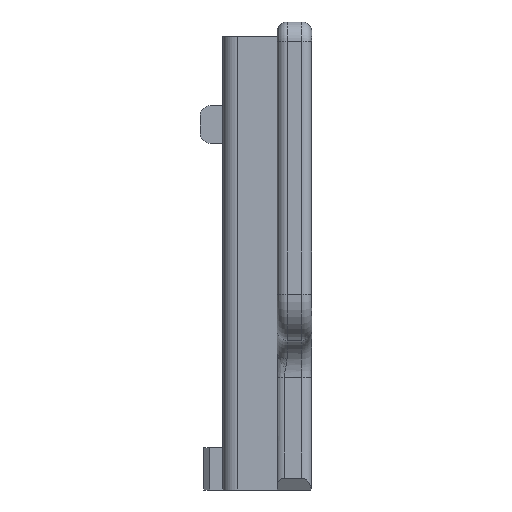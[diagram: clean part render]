
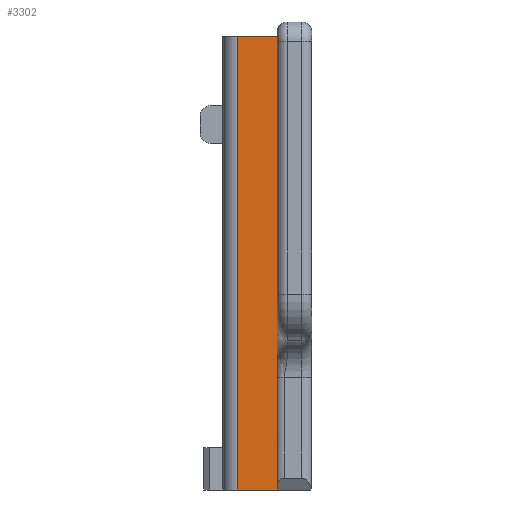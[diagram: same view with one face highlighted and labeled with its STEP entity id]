
A CAD part, left-side view. The second image highlights one B-rep face of the part: STEP entity #3302.
In plain terms, the highlighted planar face has unit normal (-1, 0, 0).
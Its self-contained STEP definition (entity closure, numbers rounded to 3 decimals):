
#99 = LINE ( 'NONE', #603, #4765 ) ;
#128 = CARTESIAN_POINT ( 'NONE',  ( -9.672, 3.5, -25.282 ) ) ;
#203 = LINE ( 'NONE', #1283, #3674 ) ;
#325 = VERTEX_POINT ( 'NONE', #875 ) ;
#338 = EDGE_CURVE ( 'NONE', #2192, #2153, #4103, .T. ) ;
#393 = ORIENTED_EDGE ( 'NONE', *, *, #5212, .F. ) ;
#476 = ORIENTED_EDGE ( 'NONE', *, *, #3624, .T. ) ;
#503 = ORIENTED_EDGE ( 'NONE', *, *, #612, .F. ) ;
#558 = VECTOR ( 'NONE', #3934, 1000. ) ;
#603 = CARTESIAN_POINT ( 'NONE',  ( -9.672, 0., -26. ) ) ;
#612 = EDGE_CURVE ( 'NONE', #325, #3483, #5126, .T. ) ;
#689 = ORIENTED_EDGE ( 'NONE', *, *, #4664, .T. ) ;
#694 = CARTESIAN_POINT ( 'NONE',  ( -9.672, 3.5, 3.731 ) ) ;
#741 = CARTESIAN_POINT ( 'NONE',  ( -9.672, 3.5, -12.144 ) ) ;
#875 = CARTESIAN_POINT ( 'NONE',  ( -9.672, 7.573, -26. ) ) ;
#1049 = ORIENTED_EDGE ( 'NONE', *, *, #4010, .F. ) ;
#1120 = DIRECTION ( 'NONE',  ( 0., 1., 0. ) ) ;
#1283 = CARTESIAN_POINT ( 'NONE',  ( -9.672, 0., 20. ) ) ;
#1312 = VECTOR ( 'NONE', #6819, 1000. ) ;
#1434 = LINE ( 'NONE', #1540, #7004 ) ;
#1540 = CARTESIAN_POINT ( 'NONE',  ( -9.672, 3.5, -39.211 ) ) ;
#1625 = ORIENTED_EDGE ( 'NONE', *, *, #1896, .T. ) ;
#1662 = CARTESIAN_POINT ( 'NONE',  ( -9.672, 0., -39.211 ) ) ;
#1823 = VERTEX_POINT ( 'NONE', #3589 ) ;
#1896 = EDGE_CURVE ( 'NONE', #3523, #6651, #1434, .T. ) ;
#1934 = DIRECTION ( 'NONE',  ( 0., 0., -1. ) ) ;
#1993 = ORIENTED_EDGE ( 'NONE', *, *, #2074, .T. ) ;
#2074 = EDGE_CURVE ( 'NONE', #5181, #2561, #2787, .T. ) ;
#2153 = VERTEX_POINT ( 'NONE', #6199 ) ;
#2192 = VERTEX_POINT ( 'NONE', #741 ) ;
#2343 = VECTOR ( 'NONE', #4716, 1000. ) ;
#2383 = CARTESIAN_POINT ( 'NONE',  ( -9.672, 7.573, 20. ) ) ;
#2417 = AXIS2_PLACEMENT_3D ( 'NONE', #1662, #4927, #1120 ) ;
#2561 = VERTEX_POINT ( 'NONE', #694 ) ;
#2584 = EDGE_LOOP ( 'NONE', ( #503, #689, #1625, #393, #3278, #3450, #1993, #1049, #476 ) ) ;
#2787 = LINE ( 'NONE', #5555, #5502 ) ;
#2901 = CARTESIAN_POINT ( 'NONE',  ( -9.672, 3.5, -26. ) ) ;
#3011 = LINE ( 'NONE', #3081, #6485 ) ;
#3065 = CARTESIAN_POINT ( 'NONE',  ( -9.672, 3.5, 0. ) ) ;
#3081 = CARTESIAN_POINT ( 'NONE',  ( -9.672, 3.5, 0. ) ) ;
#3278 = ORIENTED_EDGE ( 'NONE', *, *, #338, .F. ) ;
#3302 = ADVANCED_FACE ( 'NONE', ( #3891 ), #6547, .T. ) ;
#3315 = CARTESIAN_POINT ( 'NONE',  ( -9.672, 3.5, 0. ) ) ;
#3404 = DIRECTION ( 'NONE',  ( 0., -1., 0. ) ) ;
#3450 = ORIENTED_EDGE ( 'NONE', *, *, #4870, .F. ) ;
#3483 = VERTEX_POINT ( 'NONE', #2383 ) ;
#3498 = CARTESIAN_POINT ( 'NONE',  ( -9.672, 3.5, 1.269 ) ) ;
#3523 = VERTEX_POINT ( 'NONE', #2901 ) ;
#3589 = CARTESIAN_POINT ( 'NONE',  ( -9.672, 3.5, 20. ) ) ;
#3624 = EDGE_CURVE ( 'NONE', #1823, #3483, #203, .T. ) ;
#3674 = VECTOR ( 'NONE', #5205, 1000. ) ;
#3891 = FACE_OUTER_BOUND ( 'NONE', #2584, .T. ) ;
#3934 = DIRECTION ( 'NONE',  ( 0., 0., -1. ) ) ;
#4010 = EDGE_CURVE ( 'NONE', #1823, #2561, #4396, .T. ) ;
#4103 = LINE ( 'NONE', #3065, #2343 ) ;
#4125 = DIRECTION ( 'NONE',  ( 0., 0., -1. ) ) ;
#4396 = LINE ( 'NONE', #3315, #558 ) ;
#4664 = EDGE_CURVE ( 'NONE', #325, #3523, #99, .T. ) ;
#4716 = DIRECTION ( 'NONE',  ( 0., 0., -1. ) ) ;
#4765 = VECTOR ( 'NONE', #3404, 1000. ) ;
#4870 = EDGE_CURVE ( 'NONE', #5181, #2192, #3011, .T. ) ;
#4927 = DIRECTION ( 'NONE',  ( -1., 0., 0. ) ) ;
#5126 = LINE ( 'NONE', #6859, #1312 ) ;
#5181 = VERTEX_POINT ( 'NONE', #3498 ) ;
#5205 = DIRECTION ( 'NONE',  ( 0., 1., 0. ) ) ;
#5212 = EDGE_CURVE ( 'NONE', #2153, #6651, #6850, .T. ) ;
#5502 = VECTOR ( 'NONE', #5987, 1000. ) ;
#5555 = CARTESIAN_POINT ( 'NONE',  ( -9.672, 3.5, -39.211 ) ) ;
#5767 = VECTOR ( 'NONE', #1934, 1000. ) ;
#5987 = DIRECTION ( 'NONE',  ( 0., 0., 1. ) ) ;
#6199 = CARTESIAN_POINT ( 'NONE',  ( -9.672, 3.5, -14.59 ) ) ;
#6485 = VECTOR ( 'NONE', #4125, 1000. ) ;
#6547 = PLANE ( 'NONE',  #2417 ) ;
#6651 = VERTEX_POINT ( 'NONE', #128 ) ;
#6819 = DIRECTION ( 'NONE',  ( 0., 0., 1. ) ) ;
#6850 = LINE ( 'NONE', #6914, #5767 ) ;
#6859 = CARTESIAN_POINT ( 'NONE',  ( -9.672, 7.573, -39.211 ) ) ;
#6914 = CARTESIAN_POINT ( 'NONE',  ( -9.672, 3.5, 0. ) ) ;
#7004 = VECTOR ( 'NONE', #7033, 1000. ) ;
#7033 = DIRECTION ( 'NONE',  ( 0., 0., 1. ) ) ;
